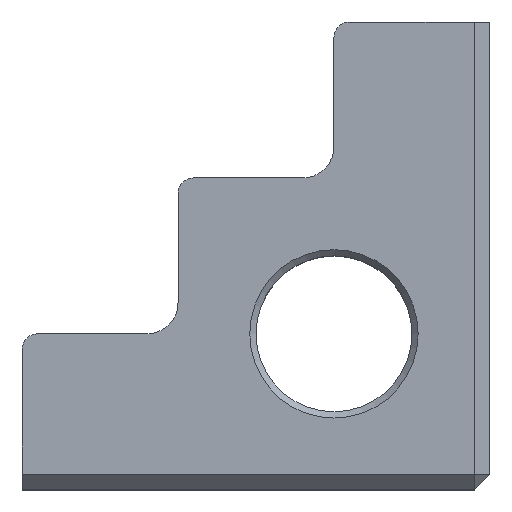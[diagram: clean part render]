
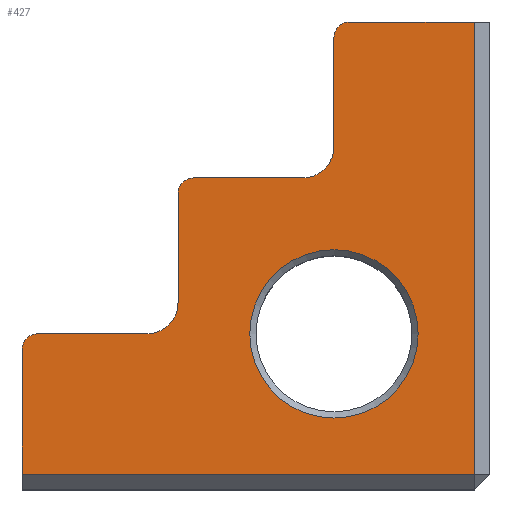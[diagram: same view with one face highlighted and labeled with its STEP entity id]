
A CAD part, top view. The second image highlights one B-rep face of the part: STEP entity #427.
In plain terms, the highlighted planar face has unit normal (0, 0, 1).
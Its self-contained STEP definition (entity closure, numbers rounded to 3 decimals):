
#16=FACE_BOUND('',#71,.T.);
#18=PLANE('',#475);
#44=FACE_OUTER_BOUND('',#70,.T.);
#70=EDGE_LOOP('',(#325,#326,#327,#328,#329,#330,#331,#332,#333,#334,#335,
#336,#337));
#71=EDGE_LOOP('',(#338));
#103=LINE('',#673,#150);
#104=LINE('',#675,#151);
#105=LINE('',#677,#152);
#106=LINE('',#681,#153);
#107=LINE('',#685,#154);
#108=LINE('',#689,#155);
#109=LINE('',#693,#156);
#110=LINE('',#696,#157);
#150=VECTOR('',#542,10.);
#151=VECTOR('',#543,10.);
#152=VECTOR('',#544,10.);
#153=VECTOR('',#547,10.);
#154=VECTOR('',#550,10.);
#155=VECTOR('',#553,10.);
#156=VECTOR('',#556,10.);
#157=VECTOR('',#559,10.);
#194=CIRCLE('',#474,27.);
#195=CIRCLE('',#476,5.);
#196=CIRCLE('',#477,10.);
#197=CIRCLE('',#478,5.);
#198=CIRCLE('',#479,10.);
#199=CIRCLE('',#480,5.);
#216=VERTEX_POINT('',#667);
#217=VERTEX_POINT('',#671);
#218=VERTEX_POINT('',#672);
#219=VERTEX_POINT('',#674);
#220=VERTEX_POINT('',#676);
#221=VERTEX_POINT('',#678);
#222=VERTEX_POINT('',#680);
#223=VERTEX_POINT('',#682);
#224=VERTEX_POINT('',#684);
#225=VERTEX_POINT('',#686);
#226=VERTEX_POINT('',#688);
#227=VERTEX_POINT('',#690);
#228=VERTEX_POINT('',#692);
#229=VERTEX_POINT('',#694);
#256=EDGE_CURVE('',#216,#216,#194,.T.);
#258=EDGE_CURVE('',#217,#218,#103,.T.);
#259=EDGE_CURVE('',#219,#217,#104,.T.);
#260=EDGE_CURVE('',#219,#220,#105,.T.);
#261=EDGE_CURVE('',#221,#220,#195,.T.);
#262=EDGE_CURVE('',#221,#222,#106,.T.);
#263=EDGE_CURVE('',#223,#222,#196,.T.);
#264=EDGE_CURVE('',#223,#224,#107,.T.);
#265=EDGE_CURVE('',#225,#224,#197,.T.);
#266=EDGE_CURVE('',#225,#226,#108,.T.);
#267=EDGE_CURVE('',#227,#226,#198,.T.);
#268=EDGE_CURVE('',#227,#228,#109,.T.);
#269=EDGE_CURVE('',#229,#228,#199,.T.);
#270=EDGE_CURVE('',#229,#218,#110,.T.);
#325=ORIENTED_EDGE('',*,*,#258,.F.);
#326=ORIENTED_EDGE('',*,*,#259,.F.);
#327=ORIENTED_EDGE('',*,*,#260,.T.);
#328=ORIENTED_EDGE('',*,*,#261,.F.);
#329=ORIENTED_EDGE('',*,*,#262,.T.);
#330=ORIENTED_EDGE('',*,*,#263,.F.);
#331=ORIENTED_EDGE('',*,*,#264,.T.);
#332=ORIENTED_EDGE('',*,*,#265,.F.);
#333=ORIENTED_EDGE('',*,*,#266,.T.);
#334=ORIENTED_EDGE('',*,*,#267,.F.);
#335=ORIENTED_EDGE('',*,*,#268,.T.);
#336=ORIENTED_EDGE('',*,*,#269,.F.);
#337=ORIENTED_EDGE('',*,*,#270,.T.);
#338=ORIENTED_EDGE('',*,*,#256,.F.);
#427=ADVANCED_FACE('',(#44,#16),#18,.T.);
#474=AXIS2_PLACEMENT_3D('',#668,#537,#538);
#475=AXIS2_PLACEMENT_3D('',#670,#540,#541);
#476=AXIS2_PLACEMENT_3D('',#679,#545,#546);
#477=AXIS2_PLACEMENT_3D('',#683,#548,#549);
#478=AXIS2_PLACEMENT_3D('',#687,#551,#552);
#479=AXIS2_PLACEMENT_3D('',#691,#554,#555);
#480=AXIS2_PLACEMENT_3D('',#695,#557,#558);
#537=DIRECTION('center_axis',(0.,0.,1.));
#538=DIRECTION('ref_axis',(1.,0.,0.));
#540=DIRECTION('center_axis',(0.,0.,1.));
#541=DIRECTION('ref_axis',(1.,0.,0.));
#542=DIRECTION('',(-1.,0.,0.));
#543=DIRECTION('',(0.,-1.,0.));
#544=DIRECTION('',(-1.,0.,0.));
#545=DIRECTION('center_axis',(0.,0.,-1.));
#546=DIRECTION('ref_axis',(-0.707,0.707,0.));
#547=DIRECTION('',(0.,-1.,0.));
#548=DIRECTION('center_axis',(0.,0.,1.));
#549=DIRECTION('ref_axis',(0.707,-0.707,0.));
#550=DIRECTION('',(-1.,0.,0.));
#551=DIRECTION('center_axis',(0.,0.,-1.));
#552=DIRECTION('ref_axis',(-0.707,0.707,0.));
#553=DIRECTION('',(0.,-1.,0.));
#554=DIRECTION('center_axis',(0.,0.,1.));
#555=DIRECTION('ref_axis',(0.707,-0.707,0.));
#556=DIRECTION('',(-1.,0.,0.));
#557=DIRECTION('center_axis',(0.,0.,-1.));
#558=DIRECTION('ref_axis',(-0.707,0.707,0.));
#559=DIRECTION('',(0.,-1.,0.));
#667=CARTESIAN_POINT('',(-2.,-25.,50.));
#668=CARTESIAN_POINT('Origin',(25.,-25.,50.));
#670=CARTESIAN_POINT('Origin',(0.,0.,50.));
#671=CARTESIAN_POINT('',(70.,-70.,50.));
#672=CARTESIAN_POINT('',(-75.,-70.,50.));
#673=CARTESIAN_POINT('',(-37.5,-70.,50.));
#674=CARTESIAN_POINT('',(70.,75.,50.));
#675=CARTESIAN_POINT('',(70.,-37.5,50.));
#676=CARTESIAN_POINT('',(30.,75.,50.));
#677=CARTESIAN_POINT('',(-75.,75.,50.));
#678=CARTESIAN_POINT('',(25.,70.,50.));
#679=CARTESIAN_POINT('Origin',(30.,70.,50.));
#680=CARTESIAN_POINT('',(25.,35.,50.));
#681=CARTESIAN_POINT('',(25.,75.,50.));
#682=CARTESIAN_POINT('',(15.,25.,50.));
#683=CARTESIAN_POINT('Origin',(15.,35.,50.));
#684=CARTESIAN_POINT('',(-20.,25.,50.));
#685=CARTESIAN_POINT('',(25.,25.,50.));
#686=CARTESIAN_POINT('',(-25.,20.,50.));
#687=CARTESIAN_POINT('Origin',(-20.,20.,50.));
#688=CARTESIAN_POINT('',(-25.,-15.,50.));
#689=CARTESIAN_POINT('',(-25.,25.,50.));
#690=CARTESIAN_POINT('',(-35.,-25.,50.));
#691=CARTESIAN_POINT('Origin',(-35.,-15.,50.));
#692=CARTESIAN_POINT('',(-70.,-25.,50.));
#693=CARTESIAN_POINT('',(-25.,-25.,50.));
#694=CARTESIAN_POINT('',(-75.,-30.,50.));
#695=CARTESIAN_POINT('Origin',(-70.,-30.,50.));
#696=CARTESIAN_POINT('',(-75.,-75.,50.));
